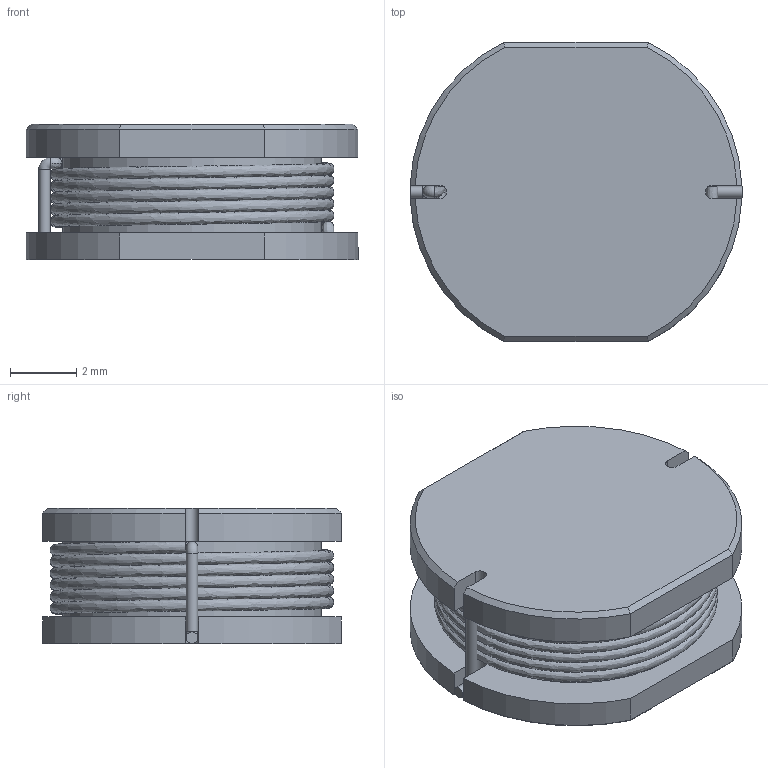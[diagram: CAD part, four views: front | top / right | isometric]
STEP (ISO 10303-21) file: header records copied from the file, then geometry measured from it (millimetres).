
FILE_DESCRIPTION(('FreeCAD Model'),'2;1');
FILE_NAME('SMD_Inductor_CD104.step', '2018-08-30T18:15:37',('Author'),(''), 'Open CASCADE STEP processor 7.2','FreeCAD','Unknown');
FILE_SCHEMA(('AUTOMOTIVE_DESIGN { 1 0 10303 214 1 1 1 1 }'));
Length unit declared in the file: millimetre
Products named in the file (14): Foundation_Solid; Top_Chamfer_Solid; Cylinder; Wire1; Wire2; Wire3; Wire4; Wire5; Wire6; Wire7; Wire8; Wire9; Wire10; Pinouts_Solid
Bounding box: 10 x 9 x 4.08 mm (x, y, z)
Volume: 257.6 mm3; surface area: 779.1 mm2
Topology: 15 solids, 15 shells, 95 faces, 188 edges, 119 vertices
Faces by surface type: plane 54, cylinder 23, bspline 9, cone 4, revolution 3, torus 2
Full cylindrical faces by diameter (mm): 0.35 x4, 7.8 x1
Entity records: 6110 total; most frequent: CARTESIAN_POINT 1873, DIRECTION 719, ORIENTED_EDGE 368, PCURVE 368, DEFINITIONAL_REPRESENTATION 368, LINE 350, VECTOR 350, EDGE_CURVE 184
